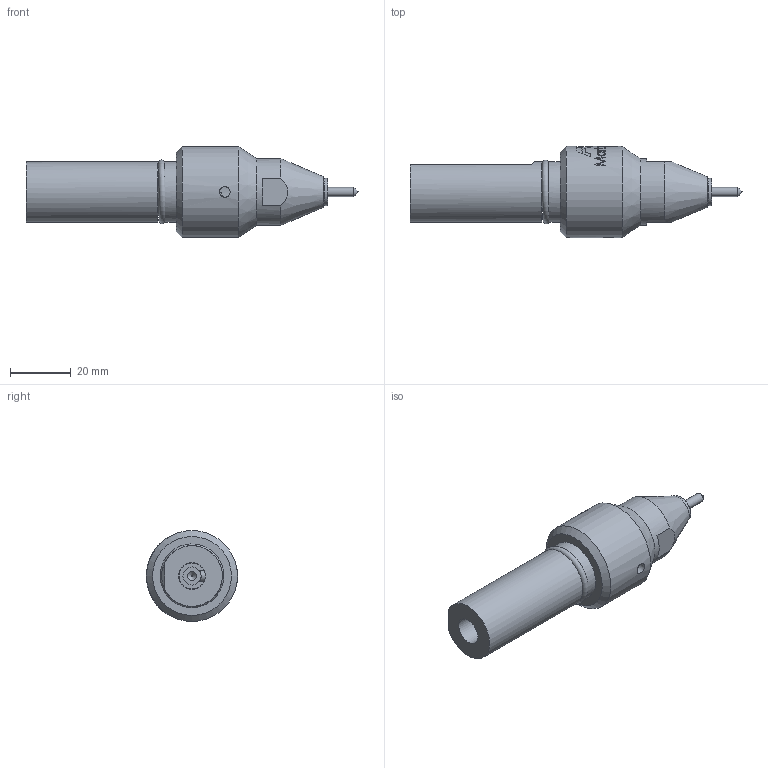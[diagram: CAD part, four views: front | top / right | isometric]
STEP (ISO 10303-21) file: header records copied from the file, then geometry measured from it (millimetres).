
FILE_DESCRIPTION (( 'STEP AP203' ), '1' );
FILE_NAME ('PMT_20A.STP', '2015-01-07T15:58:58', ( '' ), ( '' ), 'SwSTEP 2.0', 'SolidWorks 2012', '' );
FILE_SCHEMA (( 'CONFIG_CONTROL_DESIGN' ));
Length unit declared in the file: millimetre
Products named in the file (1): PMT_20A
Bounding box: 109.41 x 30 x 30 mm (x, y, z)
Surface area: 9646.9 mm2 (no closed solid volume)
Topology: 0 solids, 6 shells, 184 faces, 537 edges, 360 vertices
Faces by surface type: bspline 82, plane 63, cylinder 31, cone 6, torus 1, sphere 1
Full cylindrical faces by diameter (mm): 3 x1, 3.5 x1, 8.8 x1, 9 x1, 20 x2, 22 x1, 30 x1
Entity records: 14128 total; most frequent: CARTESIAN_POINT 10075, ORIENTED_EDGE 925, DIRECTION 523, EDGE_CURVE 517, VERTEX_POINT 355, B_SPLINE_CURVE_WITH_KNOTS 308, EDGE_LOOP 227, AXIS2_PLACEMENT_3D 213
